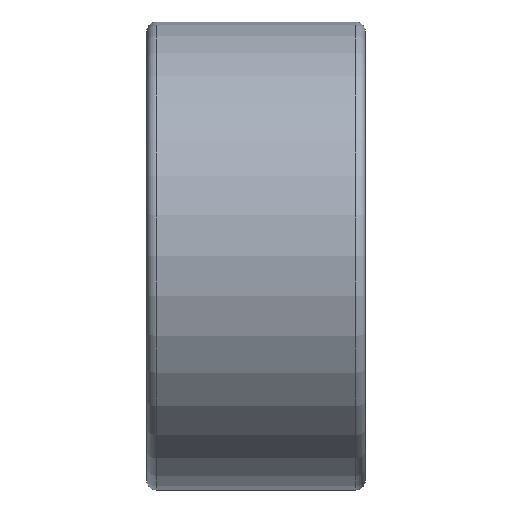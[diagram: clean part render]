
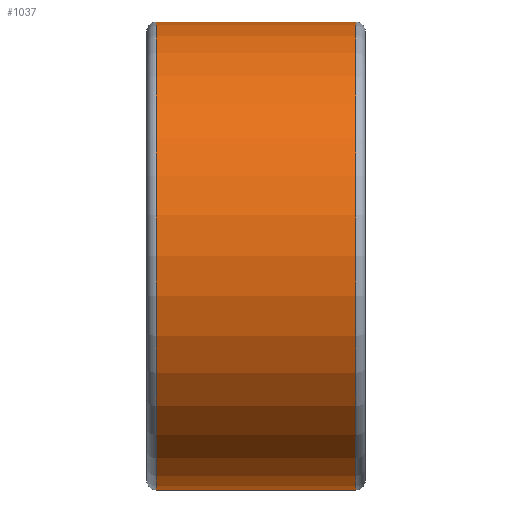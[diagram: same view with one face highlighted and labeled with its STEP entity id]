
A CAD part, top view. The second image highlights one B-rep face of the part: STEP entity #1037.
In plain terms, the highlighted cylindrical face has radius 15 mm (diameter 30 mm), a partial arc.
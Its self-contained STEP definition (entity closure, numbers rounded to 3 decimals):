
#1037=ADVANCED_FACE('',(#2299),#2300,.T.);
#2299=FACE_OUTER_BOUND('',#3783,.T.);
#2300=CYLINDRICAL_SURFACE('',#3784,15.0);
#3783=EDGE_LOOP('',(#7001,#7002,#7003,#7004));
#3784=AXIS2_PLACEMENT_3D('',#7005,#7006,#7007);
#7001=ORIENTED_EDGE('',*,*,#9227,.T.);
#7002=ORIENTED_EDGE('',*,*,#10055,.F.);
#7003=ORIENTED_EDGE('',*,*,#9229,.T.);
#7004=ORIENTED_EDGE('',*,*,#10053,.T.);
#7005=CARTESIAN_POINT('',(0.,0.0,0.0));
#7006=DIRECTION('',(1.0,0.0,0.0));
#7007=DIRECTION('',(0.0,1.0,0.));
#9227=EDGE_CURVE('',#11220,#11211,#11221,.T.);
#9229=EDGE_CURVE('',#11214,#11222,#11224,.T.);
#10053=EDGE_CURVE('',#11222,#11220,#12414,.T.);
#10055=EDGE_CURVE('',#11214,#11211,#12416,.T.);
#11211=VERTEX_POINT('',#15232);
#11214=VERTEX_POINT('',#15235);
#11220=VERTEX_POINT('',#15241);
#11221=LINE('',#15242,#15243);
#11222=VERTEX_POINT('',#15244);
#11224=LINE('',#15246,#15247);
#12414=CIRCLE('',#17171,15.0);
#12416=CIRCLE('',#17173,15.0);
#15232=CARTESIAN_POINT('',(-6.4,15.0,0.));
#15235=CARTESIAN_POINT('',(-6.4,-15.0,0.));
#15241=CARTESIAN_POINT('',(6.4,15.0,0.));
#15242=CARTESIAN_POINT('',(0.,15.0,0.));
#15243=VECTOR('',#19152,1.0);
#15244=CARTESIAN_POINT('',(6.4,-15.0,0.));
#15246=CARTESIAN_POINT('',(0.,-15.0,0.));
#15247=VECTOR('',#19156,1.0);
#17171=AXIS2_PLACEMENT_3D('',#19886,#19887,#19888);
#17173=AXIS2_PLACEMENT_3D('',#19889,#19890,#19891);
#19152=DIRECTION('',(-1.0,0.0,0.0));
#19156=DIRECTION('',(1.0,0.0,0.0));
#19886=CARTESIAN_POINT('',(6.4,0.0,0.0));
#19887=DIRECTION('',(-1.0,0.0,0.0));
#19888=DIRECTION('',(0.0,1.0,0.));
#19889=CARTESIAN_POINT('',(-6.4,0.0,0.0));
#19890=DIRECTION('',(-1.0,0.0,0.0));
#19891=DIRECTION('',(0.0,1.0,0.));
